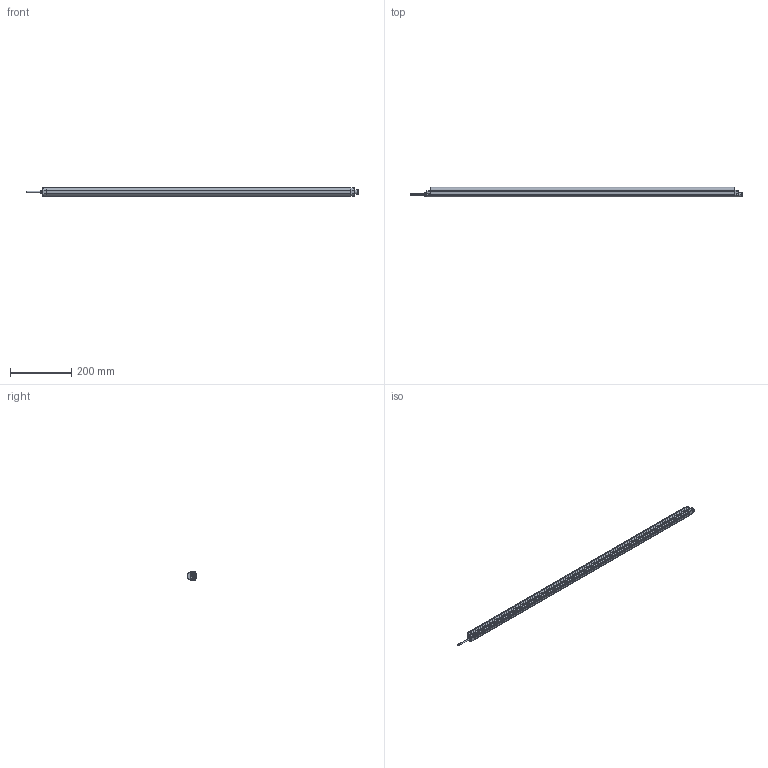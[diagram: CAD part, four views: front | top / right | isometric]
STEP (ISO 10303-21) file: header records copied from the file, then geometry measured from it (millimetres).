
FILE_DESCRIPTION((''),'2;1');
FILE_NAME('167024_SW','2012-09-04T',('banengservice'),('BANNER ENGINEERING'),'PRO/ENGINEER BY PARAMETRIC TECHNOLOGY CORPORATION, 2009141','PRO/ENGINEER BY PARAMETRIC TECHNOLOGY CORPORATION, 2009141','');
FILE_SCHEMA(('CONFIG_CONTROL_DESIGN'));
Length unit declared in the file: inch
Products named in the file (1): 167024_SW
Bounding box: 1081.5 x 32.19 x 28 mm (x, y, z)
Volume: 439677.4 mm3; surface area: 270906.6 mm2
Topology: 2 solids, 2 shells, 959 faces, 2410 edges, 1461 vertices
Faces by surface type: plane 293, cylinder 287, bspline 140, cone 129, torus 94, sphere 16
Entity records: 43471 total; most frequent: CARTESIAN_POINT 21208, ORIENTED_EDGE 4804, DIRECTION 4562, EDGE_CURVE 2402, AXIS2_PLACEMENT_3D 1777, VERTEX_POINT 1461, VECTOR 1008, LINE 1008
